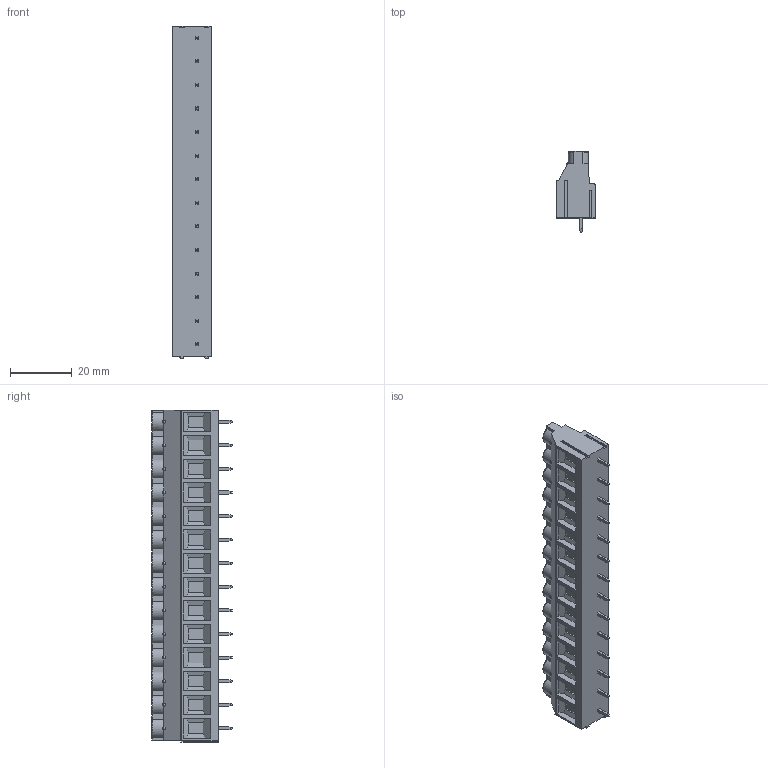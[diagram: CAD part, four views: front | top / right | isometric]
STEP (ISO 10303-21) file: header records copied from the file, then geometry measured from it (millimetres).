
FILE_DESCRIPTION((''),'2;1');
FILE_NAME('TL506V','2025-01-10T',('yanfa'),(''),'PRO/ENGINEER BY PARAMETRIC TECHNOLOGY CORPORATION, 2009280','PRO/ENGINEER BY PARAMETRIC TECHNOLOGY CORPORATION, 2009280','');
FILE_SCHEMA(('AUTOMOTIVE_DESIGN_CC2 { 1 2 10303 214 -1 1 5 2 }'));
Length unit declared in the file: millimetre
Products named in the file (1): TL506V
Bounding box: 12.5 x 26.1 x 107.28 mm (x, y, z)
Volume: 20424.4 mm3; surface area: 9501.3 mm2
Topology: 1 solids, 1 shells, 806 faces, 2062 edges, 1286 vertices
Faces by surface type: plane 486, cylinder 194, torus 56, cone 56, sphere 14
Entity records: 24884 total; most frequent: CARTESIAN_POINT 5378, ORIENTED_EDGE 4096, DIRECTION 3978, EDGE_CURVE 2048, VECTOR 1422, LINE 1422, VERTEX_POINT 1286, AXIS2_PLACEMENT_3D 1278
